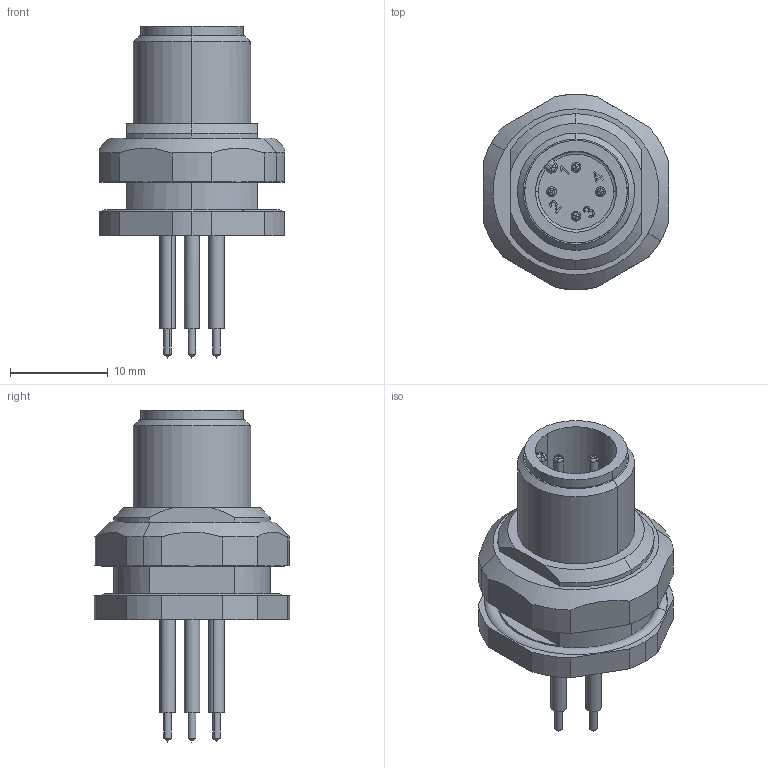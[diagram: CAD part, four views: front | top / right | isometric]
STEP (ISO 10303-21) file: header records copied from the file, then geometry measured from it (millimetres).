
FILE_DESCRIPTION(('CATIA V5 STEP Exchange','CAx-IF Rec.Pracs.--- Model Styling and Organization---1.4--- 2014-01-23'),'2;1');
FILE_NAME ('030246-2_0_2421830000_2421830000.stp','2022-01-06T07:17:44+00:00',('none'),('Weidmueller'),'CATIA Version 5-6 Release 2016 SP3 HF44','CATIA V5 STEP AP214','none');
FILE_SCHEMA(('AUTOMOTIVE_DESIGN { 1 0 10303 214 1 1 1 1 }'));
Length unit declared in the file: millimetre
Products named in the file (1): 2421830000
Bounding box: 19 x 20 x 34 mm (x, y, z)
Volume: 3559.8 mm3; surface area: 3660.8 mm2
Topology: 15 solids, 16 shells, 259 faces, 627 edges, 403 vertices
Faces by surface type: plane 86, bspline 75, cylinder 69, cone 22, torus 7
Entity records: 7771 total; most frequent: CARTESIAN_POINT 2652, ORIENTED_EDGE 1238, DIRECTION 687, EDGE_CURVE 619, VERTEX_POINT 403, AXIS2_PLACEMENT_3D 312, EDGE_LOOP 274, ADVANCED_FACE 259
